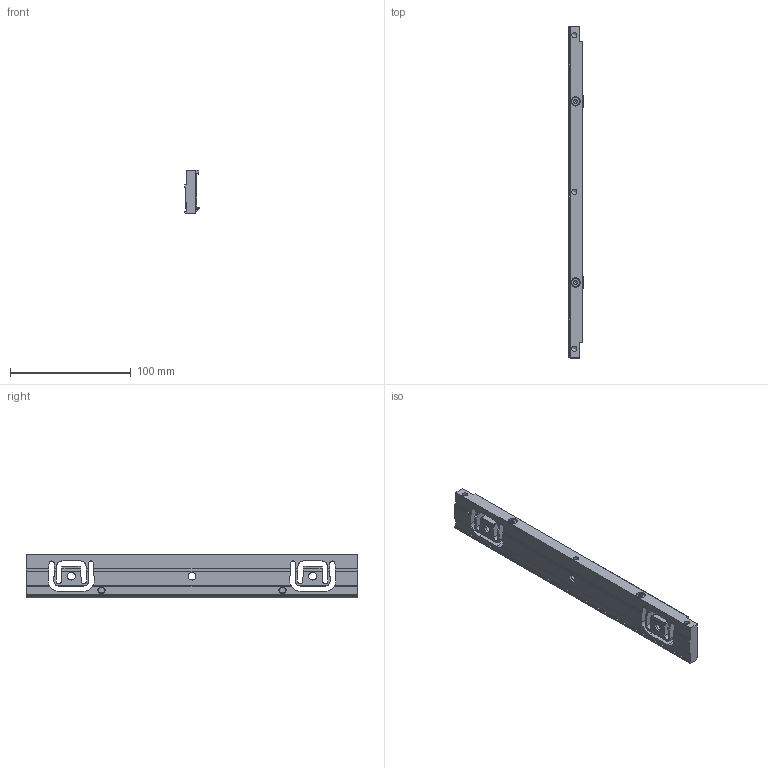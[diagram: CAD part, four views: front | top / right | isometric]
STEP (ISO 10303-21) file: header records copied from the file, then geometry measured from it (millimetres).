
FILE_DESCRIPTION(/* description */ (''),/* implementation_level */ '2;1');
FILE_NAME(/* name */ 'FN101A017_C____MOUNTING SPAR W CLAMPS.stp',/* time_stamp */ '2020-12-03T10:21:36+00:00',/* author */ (''),/* organization */ (''),/* preprocessor_version */ 'ST-DEVELOPER v16.7',/* originating_system */ 'SIEMENS PLM Software NX 12.0',/* authorisation */ '');
FILE_SCHEMA (('AUTOMOTIVE_DESIGN { 1 0 10303 214 3 1 1 1 }'));
Length unit declared in the file: millimetre
Products named in the file (1): 1117460-A
Bounding box: 11.85 x 275 x 36.1 mm (x, y, z)
Volume: 75744 mm3; surface area: 34212.1 mm2
Topology: 5 solids, 5 shells, 426 faces, 1213 edges, 800 vertices
Faces by surface type: plane 221, cylinder 172, cone 25, torus 8
Full cylindrical faces by diameter (mm): 2.05 x2, 2.9 x2, 3 x2, 3.1 x2, 3.4 x4, 3.86 x2, 4.3 x7, 4.6 x4, 6.6 x3, 7 x2, 7.6 x2, 12.9 x3
Entity records: 14457 total; most frequent: CARTESIAN_POINT 3533, DIRECTION 2251, ORIENTED_EDGE 2238, EDGE_CURVE 1119, AXIS2_PLACEMENT_3D 821, VERTEX_POINT 781, LINE 609, VECTOR 609
